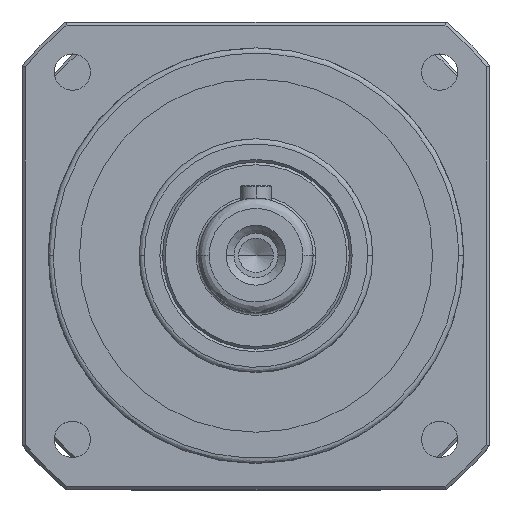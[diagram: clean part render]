
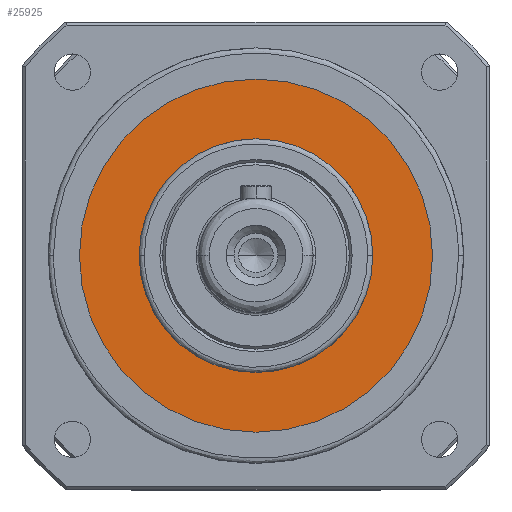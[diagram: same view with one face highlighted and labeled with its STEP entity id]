
A CAD part, top view. The second image highlights one B-rep face of the part: STEP entity #25925.
In plain terms, the highlighted planar face has unit normal (0, 0, 1).
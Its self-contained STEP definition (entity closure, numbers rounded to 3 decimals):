
#885 = FACE_BOUND ( 'NONE', #8058, .T. ) ;
#964 = DIRECTION ( 'NONE',  ( 0., 0., 1. ) ) ;
#985 = ORIENTED_EDGE ( 'NONE', *, *, #3653, .T. ) ;
#2285 = DIRECTION ( 'NONE',  ( 0., 0., 1. ) ) ;
#3252 = CARTESIAN_POINT ( 'NONE',  ( -22.5, 0., 109.49 ) ) ;
#3653 = EDGE_CURVE ( 'NONE', #14205, #13067, #23997, .T. ) ;
#4184 = VERTEX_POINT ( 'NONE', #19650 ) ;
#4314 = EDGE_LOOP ( 'NONE', ( #8364, #985 ) ) ;
#4497 = CIRCLE ( 'NONE', #18511, 34. ) ;
#5303 = DIRECTION ( 'NONE',  ( -1., 0., 0. ) ) ;
#5403 = DIRECTION ( 'NONE',  ( 0., 0., 1. ) ) ;
#5429 = CARTESIAN_POINT ( 'NONE',  ( 0., 0., 109.49 ) ) ;
#7038 = PLANE ( 'NONE',  #30538 ) ;
#7045 = DIRECTION ( 'NONE',  ( 0., 0., -1. ) ) ;
#8058 = EDGE_LOOP ( 'NONE', ( #15253, #10176 ) ) ;
#8364 = ORIENTED_EDGE ( 'NONE', *, *, #30636, .T. ) ;
#9160 = DIRECTION ( 'NONE',  ( 0., 0., -1. ) ) ;
#10176 = ORIENTED_EDGE ( 'NONE', *, *, #15449, .T. ) ;
#13067 = VERTEX_POINT ( 'NONE', #18730 ) ;
#13718 = FACE_OUTER_BOUND ( 'NONE', #4314, .T. ) ;
#14205 = VERTEX_POINT ( 'NONE', #20251 ) ;
#15253 = ORIENTED_EDGE ( 'NONE', *, *, #18264, .T. ) ;
#15354 = CARTESIAN_POINT ( 'NONE',  ( 0., 0., 109.49 ) ) ;
#15449 = EDGE_CURVE ( 'NONE', #4184, #30039, #23611, .T. ) ;
#16127 = AXIS2_PLACEMENT_3D ( 'NONE', #5429, #5403, #5303 ) ;
#16620 = CARTESIAN_POINT ( 'NONE',  ( 0., 0., 109.49 ) ) ;
#17744 = DIRECTION ( 'NONE',  ( -1., 0., 0. ) ) ;
#18264 = EDGE_CURVE ( 'NONE', #30039, #4184, #29629, .T. ) ;
#18511 = AXIS2_PLACEMENT_3D ( 'NONE', #15354, #964, #17744 ) ;
#18730 = CARTESIAN_POINT ( 'NONE',  ( -34., 0., 109.49 ) ) ;
#19004 = DIRECTION ( 'NONE',  ( 1., 0., 0. ) ) ;
#19650 = CARTESIAN_POINT ( 'NONE',  ( 22.5, 0., 109.49 ) ) ;
#20251 = CARTESIAN_POINT ( 'NONE',  ( 34., 0., 109.49 ) ) ;
#21246 = AXIS2_PLACEMENT_3D ( 'NONE', #23289, #9160, #25638 ) ;
#21278 = CARTESIAN_POINT ( 'NONE',  ( 0., 0., 109.49 ) ) ;
#23289 = CARTESIAN_POINT ( 'NONE',  ( 0., 0., 109.49 ) ) ;
#23583 = DIRECTION ( 'NONE',  ( -1., 0., 0. ) ) ;
#23611 = CIRCLE ( 'NONE', #30610, 22.5 ) ;
#23997 = CIRCLE ( 'NONE', #16127, 34. ) ;
#25638 = DIRECTION ( 'NONE',  ( -1., 0., 0. ) ) ;
#25925 = ADVANCED_FACE ( 'NONE', ( #13718, #885 ), #7038, .T. ) ;
#29629 = CIRCLE ( 'NONE', #21246, 22.5 ) ;
#30039 = VERTEX_POINT ( 'NONE', #3252 ) ;
#30538 = AXIS2_PLACEMENT_3D ( 'NONE', #16620, #2285, #19004 ) ;
#30610 = AXIS2_PLACEMENT_3D ( 'NONE', #21278, #7045, #23583 ) ;
#30636 = EDGE_CURVE ( 'NONE', #13067, #14205, #4497, .T. ) ;
